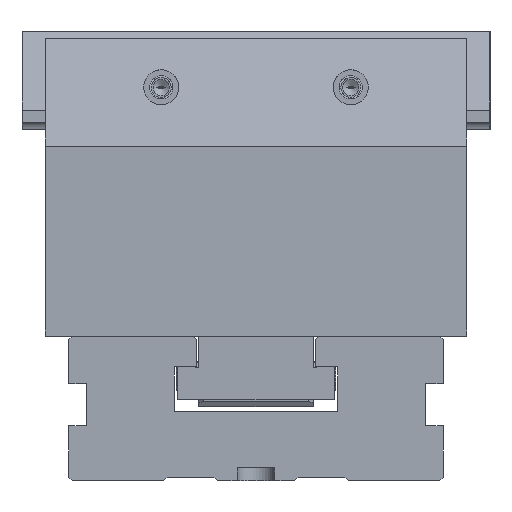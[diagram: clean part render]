
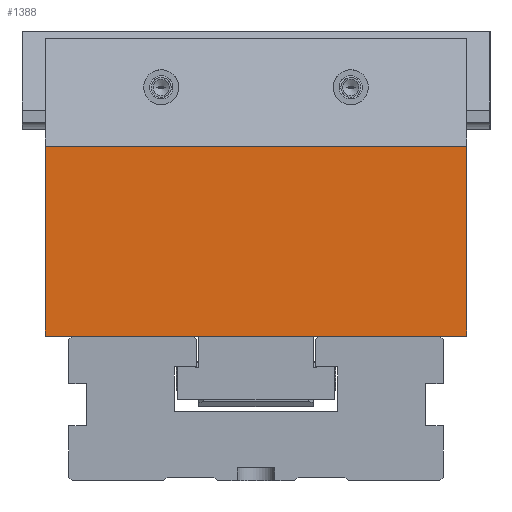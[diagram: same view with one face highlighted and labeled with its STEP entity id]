
A CAD part, left-side view. The second image highlights one B-rep face of the part: STEP entity #1388.
In plain terms, the highlighted planar face has unit normal (-1, 0, 0).
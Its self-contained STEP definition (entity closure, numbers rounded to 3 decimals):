
#1388=ADVANCED_FACE('',(#2039),#1759,.T.);
#1759=PLANE('',#8935);
#2039=FACE_OUTER_BOUND('',#2582,.T.);
#2582=EDGE_LOOP('',(#3835,#3836,#3837,#3838));
#3835=ORIENTED_EDGE('',*,*,#6449,.F.);
#3836=ORIENTED_EDGE('',*,*,#6450,.F.);
#3837=ORIENTED_EDGE('',*,*,#6451,.T.);
#3838=ORIENTED_EDGE('',*,*,#6446,.T.);
#5520=VERTEX_POINT('',#13163);
#5521=VERTEX_POINT('',#13165);
#5523=VERTEX_POINT('',#13171);
#5524=VERTEX_POINT('',#13173);
#6446=EDGE_CURVE('',#5521,#5520,#7367,.T.);
#6449=EDGE_CURVE('',#5523,#5520,#7369,.T.);
#6450=EDGE_CURVE('',#5524,#5523,#7370,.T.);
#6451=EDGE_CURVE('',#5524,#5521,#7371,.T.);
#7367=LINE('',#13164,#8101);
#7369=LINE('',#13170,#8103);
#7370=LINE('',#13172,#8104);
#7371=LINE('',#13174,#8105);
#8101=VECTOR('',#10392,1.);
#8103=VECTOR('',#10398,1.);
#8104=VECTOR('',#10399,1.);
#8105=VECTOR('',#10400,1.);
#8935=AXIS2_PLACEMENT_3D('',#13175,#10401,#10402);
#10392=DIRECTION('',(0.,0.,1.));
#10398=DIRECTION('',(0.,-1.,0.));
#10399=DIRECTION('',(0.,0.,1.));
#10400=DIRECTION('',(0.,-1.,0.));
#10401=DIRECTION('',(-1.,0.,0.));
#10402=DIRECTION('',(0.,0.,1.));
#13163=CARTESIAN_POINT('',(0.,-10.,142.98));
#13164=CARTESIAN_POINT('',(0.,-10.,125.8));
#13165=CARTESIAN_POINT('',(0.,-10.,61.8));
#13170=CARTESIAN_POINT('',(0.,80.,142.98));
#13171=CARTESIAN_POINT('',(0.,170.,142.98));
#13172=CARTESIAN_POINT('',(0.,170.,125.8));
#13173=CARTESIAN_POINT('',(0.,170.,61.8));
#13174=CARTESIAN_POINT('',(0.,80.,61.8));
#13175=CARTESIAN_POINT('',(0.,80.,125.8));
